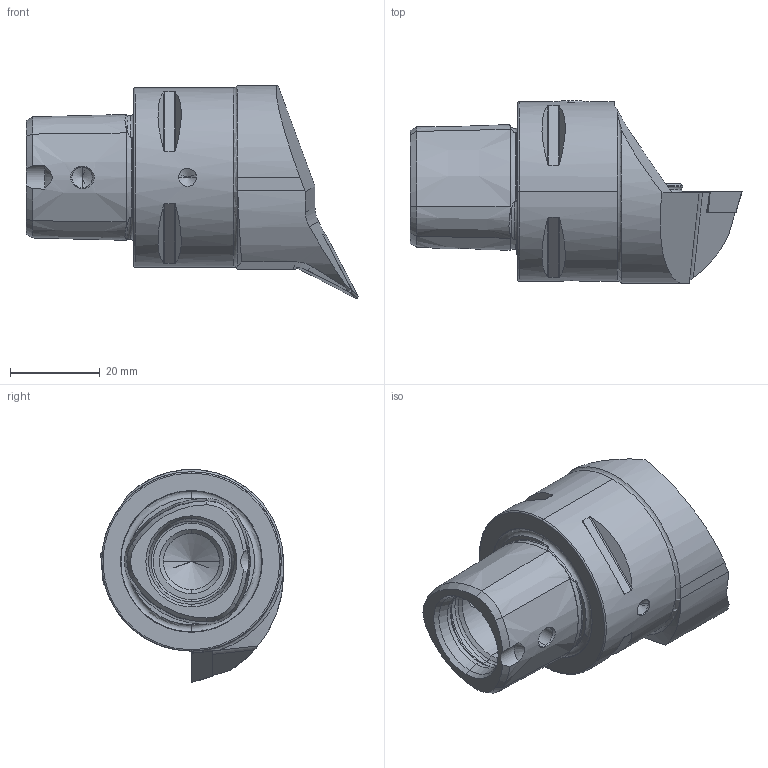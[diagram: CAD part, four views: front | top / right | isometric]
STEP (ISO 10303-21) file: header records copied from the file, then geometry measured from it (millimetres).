
FILE_DESCRIPTION (( 'STEP AP214' ), '1' );
FILE_NAME ('PS4.KVB.RPA.050-HP.STEP', '2019-07-16T08:40:08', ( '' ), ( '' ), 'SwSTEP 2.0', 'SolidWorks 2017', '' );
FILE_SCHEMA (( 'AUTOMOTIVE_DESIGN' ));
Length unit declared in the file: millimetre
Products named in the file (10): VCMT160404; CHP-ER1.015.006_A; DIN 3771 - 13x1; WCB-ER2.001.009_A; CHP-ER1.008.011_A; DIN 7991 - M5x15; PS4-KVB.RPA.050-HP_A_Fertigbearbeitung; CHP-ER1.015.006; ISO 8752 2x8; PS4.KVB.RPA.050-HP
Assembly tree (9 placements, depth 3):
  PS4.KVB.RPA.050-HP
    PS4-KVB.RPA.050-HP_A_Fertigbearbeitung
    WCB-ER2.001.009_A
    VCMT160404
    CHP-ER1.015.006
      CHP-ER1.015.006_A
      DIN 3771 - 13x1
      DIN 7991 - M5x15
    CHP-ER1.008.011_A
    ISO 8752 2x8
Bounding box: 74 x 40.73 x 47.5 mm (x, y, z)
Volume: 44970.3 mm3; surface area: 15088.2 mm2
Topology: 8 solids, 8 shells, 392 faces, 946 edges, 562 vertices
Faces by surface type: cone 124, cylinder 100, plane 94, torus 56, bspline 16, sphere 2
Entity records: 13549 total; most frequent: CARTESIAN_POINT 3852, ORIENTED_EDGE 1844, DIRECTION 1842, EDGE_CURVE 922, AXIS2_PLACEMENT_3D 752, VERTEX_POINT 562, EDGE_LOOP 422, FACE_OUTER_BOUND 392
